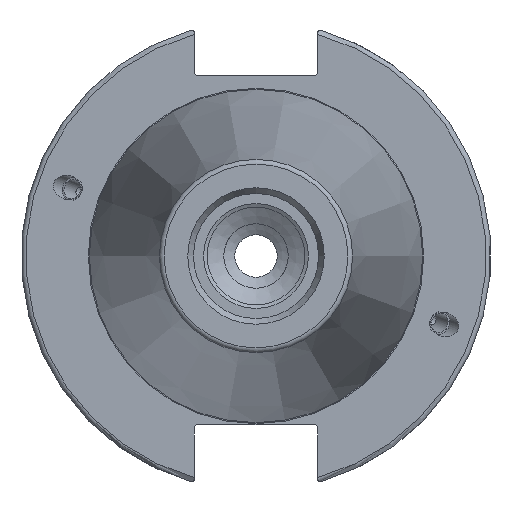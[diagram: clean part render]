
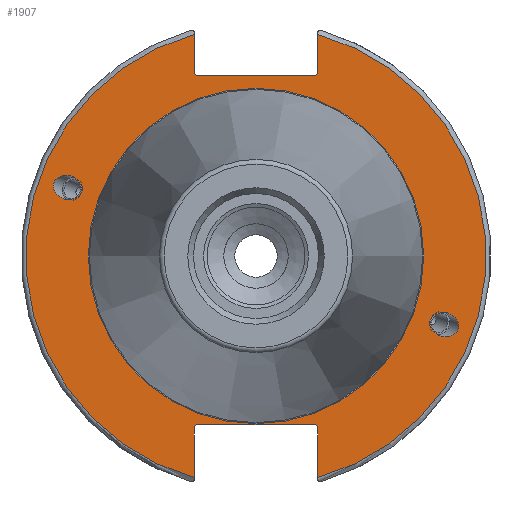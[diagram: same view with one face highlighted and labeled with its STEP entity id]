
A CAD part, left-side view. The second image highlights one B-rep face of the part: STEP entity #1907.
In plain terms, the highlighted planar face has unit normal (-1, 0, 0).
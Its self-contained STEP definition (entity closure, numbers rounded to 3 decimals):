
#31=ELLIPSE('',#2098,3.052,2.5);
#32=ELLIPSE('',#2132,3.052,2.5);
#44=PLANE('',#2142);
#102=FACE_BOUND('',#351,.T.);
#103=FACE_BOUND('',#352,.T.);
#104=FACE_BOUND('',#353,.T.);
#229=FACE_OUTER_BOUND('',#350,.T.);
#350=EDGE_LOOP('',(#1556,#1557,#1558,#1559,#1560,#1561,#1562,#1563,#1564,
#1565,#1566,#1567));
#351=EDGE_LOOP('',(#1568));
#352=EDGE_LOOP('',(#1569));
#353=EDGE_LOOP('',(#1570));
#449=LINE('',#3551,#554);
#450=LINE('',#3553,#555);
#451=LINE('',#3555,#556);
#452=LINE('',#3557,#557);
#453=LINE('',#3559,#558);
#454=LINE('',#3563,#559);
#455=LINE('',#3565,#560);
#456=LINE('',#3567,#561);
#457=LINE('',#3569,#562);
#458=LINE('',#3570,#563);
#554=VECTOR('',#2600,10.);
#555=VECTOR('',#2601,10.);
#556=VECTOR('',#2602,10.);
#557=VECTOR('',#2603,10.);
#558=VECTOR('',#2604,10.);
#559=VECTOR('',#2607,10.);
#560=VECTOR('',#2608,10.);
#561=VECTOR('',#2609,10.);
#562=VECTOR('',#2610,10.);
#563=VECTOR('',#2611,10.);
#712=CIRCLE('',#2140,35.125);
#714=CIRCLE('',#2143,48.213);
#715=CIRCLE('',#2144,48.213);
#827=VERTEX_POINT('',#3268);
#865=VERTEX_POINT('',#3527);
#870=VERTEX_POINT('',#3542);
#871=VERTEX_POINT('',#3547);
#872=VERTEX_POINT('',#3548);
#873=VERTEX_POINT('',#3550);
#874=VERTEX_POINT('',#3552);
#875=VERTEX_POINT('',#3554);
#876=VERTEX_POINT('',#3556);
#877=VERTEX_POINT('',#3558);
#878=VERTEX_POINT('',#3560);
#879=VERTEX_POINT('',#3562);
#880=VERTEX_POINT('',#3564);
#881=VERTEX_POINT('',#3566);
#882=VERTEX_POINT('',#3568);
#1059=EDGE_CURVE('',#827,#827,#31,.T.);
#1110=EDGE_CURVE('',#865,#865,#32,.T.);
#1117=EDGE_CURVE('',#870,#870,#712,.T.);
#1119=EDGE_CURVE('',#871,#872,#714,.T.);
#1120=EDGE_CURVE('',#871,#873,#449,.T.);
#1121=EDGE_CURVE('',#874,#873,#450,.T.);
#1122=EDGE_CURVE('',#874,#875,#451,.T.);
#1123=EDGE_CURVE('',#876,#875,#452,.T.);
#1124=EDGE_CURVE('',#876,#877,#453,.T.);
#1125=EDGE_CURVE('',#878,#877,#715,.T.);
#1126=EDGE_CURVE('',#878,#879,#454,.T.);
#1127=EDGE_CURVE('',#880,#879,#455,.T.);
#1128=EDGE_CURVE('',#880,#881,#456,.T.);
#1129=EDGE_CURVE('',#882,#881,#457,.T.);
#1130=EDGE_CURVE('',#882,#872,#458,.T.);
#1556=ORIENTED_EDGE('',*,*,#1119,.F.);
#1557=ORIENTED_EDGE('',*,*,#1120,.T.);
#1558=ORIENTED_EDGE('',*,*,#1121,.F.);
#1559=ORIENTED_EDGE('',*,*,#1122,.T.);
#1560=ORIENTED_EDGE('',*,*,#1123,.F.);
#1561=ORIENTED_EDGE('',*,*,#1124,.T.);
#1562=ORIENTED_EDGE('',*,*,#1125,.F.);
#1563=ORIENTED_EDGE('',*,*,#1126,.T.);
#1564=ORIENTED_EDGE('',*,*,#1127,.F.);
#1565=ORIENTED_EDGE('',*,*,#1128,.T.);
#1566=ORIENTED_EDGE('',*,*,#1129,.F.);
#1567=ORIENTED_EDGE('',*,*,#1130,.T.);
#1568=ORIENTED_EDGE('',*,*,#1059,.T.);
#1569=ORIENTED_EDGE('',*,*,#1110,.T.);
#1570=ORIENTED_EDGE('',*,*,#1117,.F.);
#1907=ADVANCED_FACE('',(#229,#102,#103,#104),#44,.T.);
#2098=AXIS2_PLACEMENT_3D('',#3270,#2490,#2491);
#2132=AXIS2_PLACEMENT_3D('',#3529,#2574,#2575);
#2140=AXIS2_PLACEMENT_3D('',#3544,#2592,#2593);
#2142=AXIS2_PLACEMENT_3D('',#3546,#2596,#2597);
#2143=AXIS2_PLACEMENT_3D('',#3549,#2598,#2599);
#2144=AXIS2_PLACEMENT_3D('',#3561,#2605,#2606);
#2490=DIRECTION('center_axis',(1.,0.,0.));
#2491=DIRECTION('ref_axis',(0.,-0.94,-0.342));
#2574=DIRECTION('center_axis',(1.,0.,0.));
#2575=DIRECTION('ref_axis',(0.,0.94,0.342));
#2592=DIRECTION('center_axis',(-1.,0.,0.));
#2593=DIRECTION('ref_axis',(0.,-1.,0.));
#2596=DIRECTION('center_axis',(-1.,0.,0.));
#2597=DIRECTION('ref_axis',(0.,0.,1.));
#2598=DIRECTION('center_axis',(1.,0.,0.));
#2599=DIRECTION('ref_axis',(0.,-1.,0.));
#2600=DIRECTION('',(0.,0.,-1.));
#2601=DIRECTION('',(0.,-0.707,0.707));
#2602=DIRECTION('',(0.,1.,0.));
#2603=DIRECTION('',(0.,-0.707,-0.707));
#2604=DIRECTION('',(0.,0.,1.));
#2605=DIRECTION('center_axis',(1.,0.,0.));
#2606=DIRECTION('ref_axis',(0.,1.,0.));
#2607=DIRECTION('',(0.,0.,1.));
#2608=DIRECTION('',(0.,0.707,-0.707));
#2609=DIRECTION('',(0.,-1.,0.));
#2610=DIRECTION('',(0.,0.707,0.707));
#2611=DIRECTION('',(0.,0.,-1.));
#3268=CARTESIAN_POINT('',(3.175,-36.599,-13.321));
#3270=CARTESIAN_POINT('Origin',(3.175,-39.467,-14.365));
#3527=CARTESIAN_POINT('',(3.175,36.599,13.321));
#3529=CARTESIAN_POINT('Origin',(3.175,39.467,14.365));
#3542=CARTESIAN_POINT('',(3.175,0.,35.125));
#3544=CARTESIAN_POINT('Origin',(3.175,0.,0.));
#3546=CARTESIAN_POINT('Origin',(3.175,49.213,0.));
#3547=CARTESIAN_POINT('',(3.175,-12.95,46.441));
#3548=CARTESIAN_POINT('',(3.175,-12.95,-46.441));
#3549=CARTESIAN_POINT('Origin',(3.175,0.,0.));
#3550=CARTESIAN_POINT('',(3.175,-12.95,38.219));
#3551=CARTESIAN_POINT('',(3.175,-12.95,18.86));
#3552=CARTESIAN_POINT('',(3.175,-12.45,37.719));
#3553=CARTESIAN_POINT('',(3.175,12.27,12.999));
#3554=CARTESIAN_POINT('',(3.175,12.45,37.719));
#3555=CARTESIAN_POINT('',(3.175,24.606,37.719));
#3556=CARTESIAN_POINT('',(3.175,12.95,38.219));
#3557=CARTESIAN_POINT('',(3.175,12.336,37.605));
#3558=CARTESIAN_POINT('',(3.175,12.95,46.441));
#3559=CARTESIAN_POINT('',(3.175,12.95,18.86));
#3560=CARTESIAN_POINT('',(3.175,12.95,-46.441));
#3561=CARTESIAN_POINT('Origin',(3.175,0.,0.));
#3562=CARTESIAN_POINT('',(3.175,12.95,-35.806));
#3563=CARTESIAN_POINT('',(3.175,12.95,-17.653));
#3564=CARTESIAN_POINT('',(3.175,12.45,-35.306));
#3565=CARTESIAN_POINT('',(3.175,12.939,-35.795));
#3566=CARTESIAN_POINT('',(3.175,-12.45,-35.306));
#3567=CARTESIAN_POINT('',(3.175,24.606,-35.306));
#3568=CARTESIAN_POINT('',(3.175,-12.95,-35.806));
#3569=CARTESIAN_POINT('',(3.175,11.667,-11.189));
#3570=CARTESIAN_POINT('',(3.175,-12.95,-17.653));
